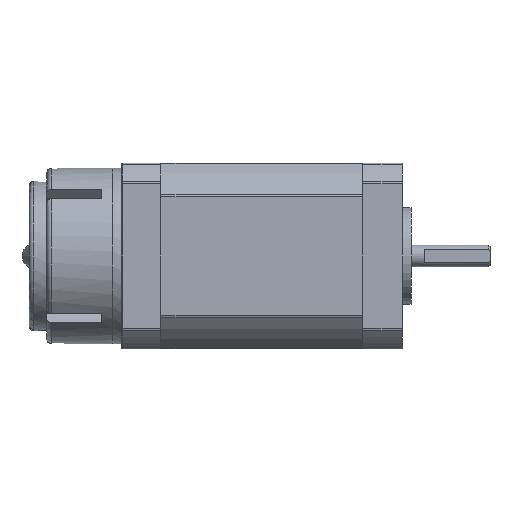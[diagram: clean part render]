
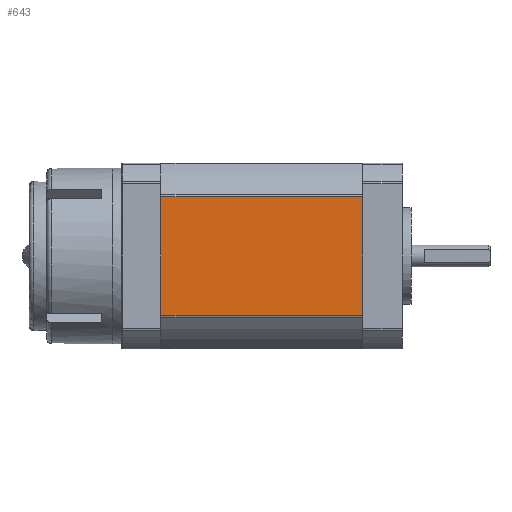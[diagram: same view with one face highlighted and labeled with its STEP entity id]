
A CAD part, left-side view. The second image highlights one B-rep face of the part: STEP entity #643.
In plain terms, the highlighted face is planar.
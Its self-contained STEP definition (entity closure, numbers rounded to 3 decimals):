
#643 = ADVANCED_FACE( '', ( #1310 ), #1311, .T. );
#1310 = FACE_OUTER_BOUND( '', #2473, .T. );
#1311 = PLANE( '', #2474 );
#2473 = EDGE_LOOP( '', ( #3913, #3914, #3915, #3916 ) );
#2474 = AXIS2_PLACEMENT_3D( '', #3917, #3918, #3919 );
#3913 = ORIENTED_EDGE( '', *, *, #5052, .F. );
#3914 = ORIENTED_EDGE( '', *, *, #4918, .F. );
#3915 = ORIENTED_EDGE( '', *, *, #5053, .T. );
#3916 = ORIENTED_EDGE( '', *, *, #5054, .T. );
#3917 = CARTESIAN_POINT( '', ( -13.492, -46., 21.15 ) );
#3918 = DIRECTION( '', ( 0., 0., 1. ) );
#3919 = DIRECTION( '', ( 1., 0., 0. ) );
#4918 = EDGE_CURVE( '', #5826, #5822, #5828, .T. );
#5052 = EDGE_CURVE( '', #5822, #6006, #6007, .T. );
#5053 = EDGE_CURVE( '', #5826, #6008, #6009, .T. );
#5054 = EDGE_CURVE( '', #6008, #6006, #6010, .T. );
#5822 = VERTEX_POINT( '', #7157 );
#5826 = VERTEX_POINT( '', #7162 );
#5828 = LINE( '', #7164, #7165 );
#6006 = VERTEX_POINT( '', #7419 );
#6007 = LINE( '', #7420, #7421 );
#6008 = VERTEX_POINT( '', #7422 );
#6009 = LINE( '', #7423, #7424 );
#6010 = LINE( '', #7425, #7426 );
#7157 = CARTESIAN_POINT( '', ( -13.492, 0., 21.15 ) );
#7162 = CARTESIAN_POINT( '', ( -13.492, -46., 21.15 ) );
#7164 = CARTESIAN_POINT( '', ( -13.492, -46., 21.15 ) );
#7165 = VECTOR( '', #8168, 1000. );
#7419 = CARTESIAN_POINT( '', ( 13.492, 0., 21.15 ) );
#7420 = CARTESIAN_POINT( '', ( -13.492, 0., 21.15 ) );
#7421 = VECTOR( '', #8316, 1000. );
#7422 = CARTESIAN_POINT( '', ( 13.492, -46., 21.15 ) );
#7423 = CARTESIAN_POINT( '', ( -13.492, -46., 21.15 ) );
#7424 = VECTOR( '', #8317, 1000. );
#7425 = CARTESIAN_POINT( '', ( 13.492, -46., 21.15 ) );
#7426 = VECTOR( '', #8318, 1000. );
#8168 = DIRECTION( '', ( 0., 1., 0. ) );
#8316 = DIRECTION( '', ( 1., 0., 0. ) );
#8317 = DIRECTION( '', ( 1., 0., 0. ) );
#8318 = DIRECTION( '', ( 0., 1., 0. ) );
